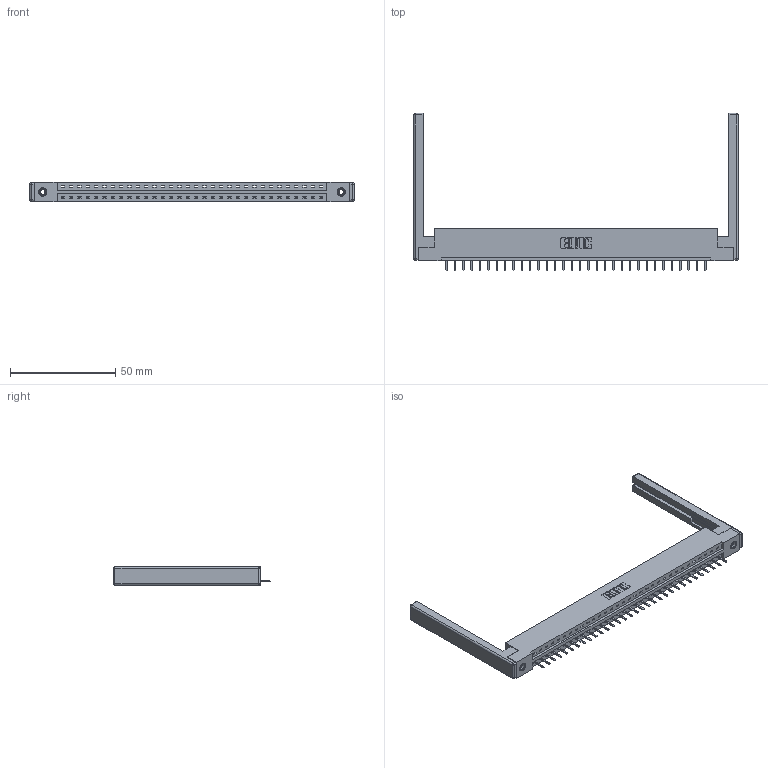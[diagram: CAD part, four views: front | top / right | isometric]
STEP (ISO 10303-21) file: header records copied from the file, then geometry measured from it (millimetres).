
FILE_DESCRIPTION (( 'STEP AP203' ), '1' );
FILE_NAME ('387-032-520-168.STEP', '2019-10-03T20:04:58', ( '' ), ( '' ), 'SwSTEP 2.0', 'SolidWorks 2016', '' );
FILE_SCHEMA (( 'CONFIG_CONTROL_DESIGN' ));
Length unit declared in the file: inch
Products named in the file (5): 337 Part_Flush Mounting Lugs - 0.156 Dia-TI; 345-250-001_345-250-001-102; 387-032-520-168; 307-220-068; 345-292-001_345-293-120
Assembly tree (37 placements, depth 2):
  387-032-520-168
    337 Part_Flush Mounting Lugs - 0.156 Dia-TI
    345-292-001_345-293-120  x32
    345-250-001_345-250-001-102  x2
    307-220-068  x2
Bounding box: 154.23 x 74.76 x 9.4 mm (x, y, z)
Volume: 20203.5 mm3; surface area: 20045.5 mm2
Topology: 37 solids, 37 shells, 2380 faces, 6973 edges, 4542 vertices
Faces by surface type: plane 1694, cylinder 662, cone 12, sphere 8, torus 4
Entity records: 27954 total; most frequent: CARTESIAN_POINT 4835, ORIENTED_EDGE 4780, DIRECTION 4152, EDGE_CURVE 2390, VECTOR 2208, LINE 2208, VERTEX_POINT 1582, AXIS2_PLACEMENT_3D 972
